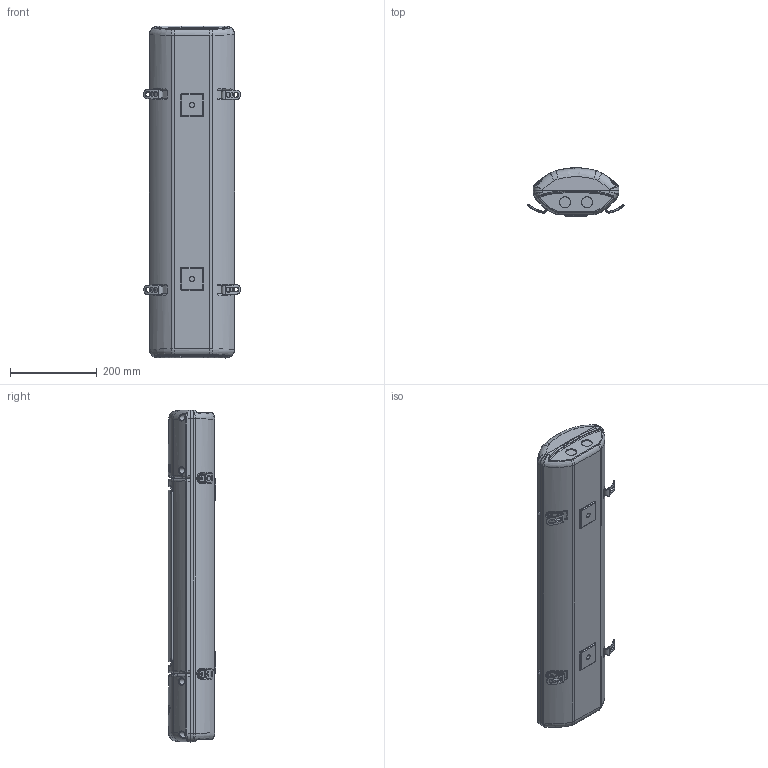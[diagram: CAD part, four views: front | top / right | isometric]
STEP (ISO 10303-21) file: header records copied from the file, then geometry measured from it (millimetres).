
FILE_DESCRIPTION((''),'2;1');
FILE_NAME('P2_SOLID_ASM','2019-11-06T',('Wangc'),(''),'PRO/ENGINEER BY PARAMETRIC TECHNOLOGY CORPORATION, 2014000','PRO/ENGINEER BY PARAMETRIC TECHNOLOGY CORPORATION, 2014000','');
FILE_SCHEMA(('CONFIG_CONTROL_DESIGN'));
Products named in the file (5): 8800GPL900100_SOLID; 8800GPL900222_SOLID; 3000GPL000301_SOLID; 8800GPL900300_SOLID; P2_SOLID_ASM
Assembly tree (4 placements, depth 2):
  P2_SOLID_ASM
    8800GPL900100_SOLID
    8800GPL900222_SOLID
    3000GPL000301_SOLID
    8800GPL900300_SOLID
Bounding box: 222.1 x 110.26 x 764 mm (x, y, z)
Volume: 13177011.2 mm3; surface area: 801726.5 mm2
Topology: 5 solids, 13 shells, 2379 faces, 5630 edges, 3330 vertices
Faces by surface type: bspline 950, cylinder 605, plane 323, torus 291, cone 187, sphere 14, extrusion 9
Entity records: 175529 total; most frequent: CARTESIAN_POINT 128334, ORIENTED_EDGE 11232, DIRECTION 7426, EDGE_CURVE 5616, VERTEX_POINT 3330, AXIS2_PLACEMENT_3D 2952, B_SPLINE_CURVE_WITH_KNOTS 2589, EDGE_LOOP 2486
